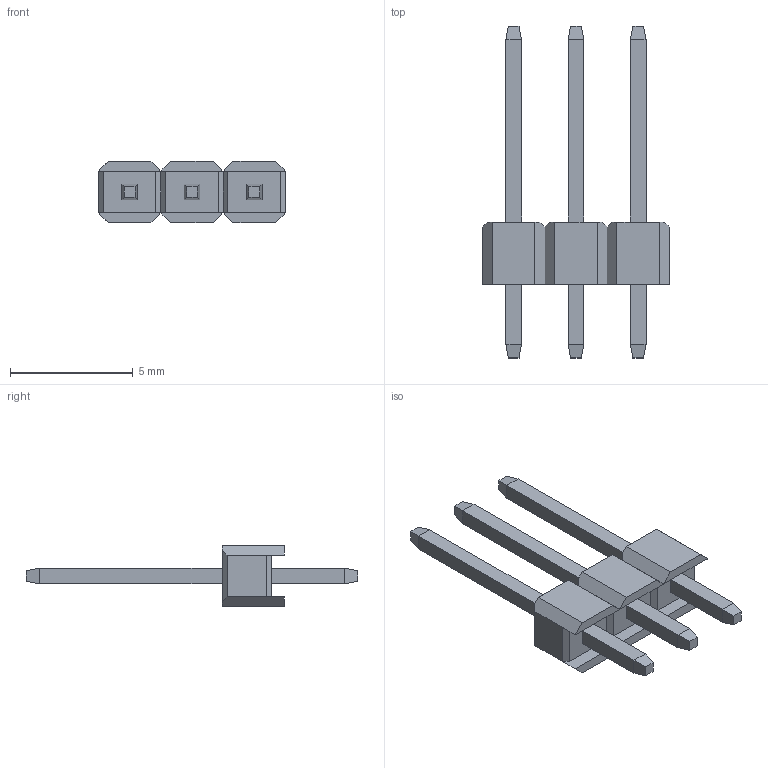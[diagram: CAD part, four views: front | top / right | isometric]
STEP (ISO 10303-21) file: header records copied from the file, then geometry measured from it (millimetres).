
FILE_DESCRIPTION (( 'STEP AP214' ), '1' );
FILE_NAME ('1x3 Male Pin Header.STEP', '2021-11-12T15:37:11', ( 'M.B.I.' ), ( '' ), 'SwSTEP 2.0', '', '' );
FILE_SCHEMA (( 'AUTOMOTIVE_DESIGN' ));
Length unit declared in the file: millimetre
Products named in the file (1): 1x3 Male Pin Header
Bounding box: 7.62 x 13.54 x 2.5 mm (x, y, z)
Volume: 52.3 mm3; surface area: 212.3 mm2
Topology: 4 solids, 4 shells, 122 faces, 308 edges, 194 vertices
Faces by surface type: plane 122
Entity records: 3613 total; most frequent: CARTESIAN_POINT 625, ORIENTED_EDGE 616, DIRECTION 554, EDGE_CURVE 308, LINE 308, VECTOR 308, VERTEX_POINT 194, EDGE_LOOP 128
